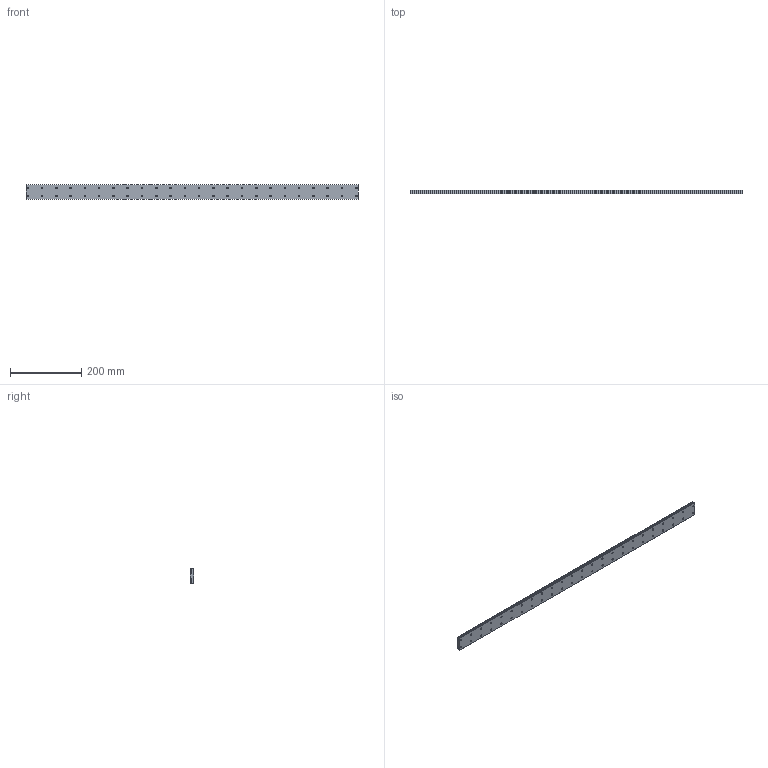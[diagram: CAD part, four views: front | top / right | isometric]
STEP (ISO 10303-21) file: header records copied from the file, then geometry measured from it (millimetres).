
FILE_DESCRIPTION (( 'STEP AP214' ), '1' );
FILE_NAME ('SRS15WSSS-930LM_G5_0_0_0_0_0_1.STEP', '2021-08-10T08:22:34', ( '' ), ( '' ), 'SwSTEP 2.0', 'SolidWorks 2021', '' );
FILE_SCHEMA (( 'AUTOMOTIVE_DESIGN' ));
Length unit declared in the file: millimetre
Products named in the file (2): _SRS15WS9305 Track; SRS15WSSS-930LM_G5_0_0_0_0_0_1
Assembly tree (1 placements, depth 2):
  SRS15WSSS-930LM_G5_0_0_0_0_0_1
    _SRS15WS9305 Track
Bounding box: 930 x 9.5 x 42 mm (x, y, z)
Volume: 341650.3 mm3; surface area: 103123.5 mm2
Topology: 1 solids, 1 shells, 263 faces, 639 edges, 426 vertices
Faces by surface type: cylinder 199, plane 64
Entity records: 8189 total; most frequent: DIRECTION 1571, CARTESIAN_POINT 1332, ORIENTED_EDGE 1278, AXIS2_PLACEMENT_3D 665, EDGE_CURVE 639, VERTEX_POINT 426, EDGE_LOOP 407, CIRCLE 398
